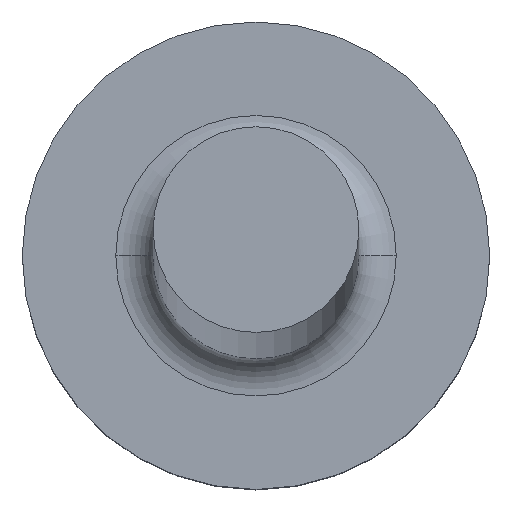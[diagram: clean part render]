
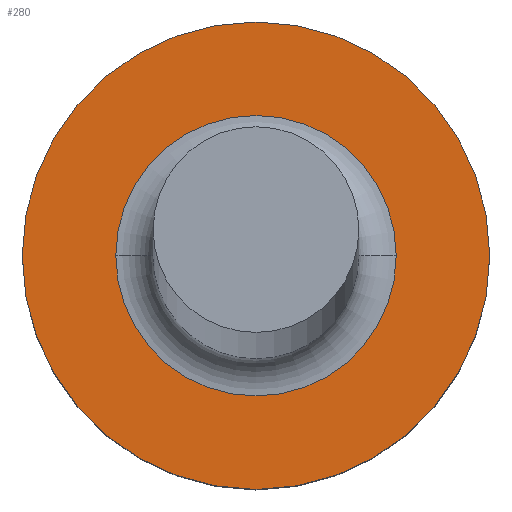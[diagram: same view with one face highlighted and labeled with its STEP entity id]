
A CAD part, top view. The second image highlights one B-rep face of the part: STEP entity #280.
In plain terms, the highlighted planar face has unit normal (0, 0, 1).
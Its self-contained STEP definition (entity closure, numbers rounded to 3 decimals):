
#8 = CARTESIAN_POINT ( 'NONE',  ( 0., 0., 1.7 ) ) ;
#19 = AXIS2_PLACEMENT_3D ( 'NONE', #8, #241, #294 ) ;
#25 = CIRCLE ( 'NONE', #302, 1.25 ) ;
#43 = ORIENTED_EDGE ( 'NONE', *, *, #136, .T. ) ;
#51 = FACE_BOUND ( 'NONE', #298, .T. ) ;
#54 = CARTESIAN_POINT ( 'NONE',  ( 0., 0., 1.7 ) ) ;
#57 = CARTESIAN_POINT ( 'NONE',  ( 0., 0., 1.7 ) ) ;
#58 = DIRECTION ( 'NONE',  ( 0., 0., -1. ) ) ;
#67 = DIRECTION ( 'NONE',  ( 1., 0., 0. ) ) ;
#75 = AXIS2_PLACEMENT_3D ( 'NONE', #81, #58, #67 ) ;
#81 = CARTESIAN_POINT ( 'NONE',  ( 0., 0., 1.7 ) ) ;
#82 = CARTESIAN_POINT ( 'NONE',  ( 1.25, 0., 1.7 ) ) ;
#88 = CIRCLE ( 'NONE', #19, 1.25 ) ;
#105 = VERTEX_POINT ( 'NONE', #271 ) ;
#108 = ORIENTED_EDGE ( 'NONE', *, *, #193, .T. ) ;
#117 = CARTESIAN_POINT ( 'NONE',  ( -0.75, 0., 1.7 ) ) ;
#126 = DIRECTION ( 'NONE',  ( 1., 0., 0. ) ) ;
#132 = ORIENTED_EDGE ( 'NONE', *, *, #160, .T. ) ;
#136 = EDGE_CURVE ( 'NONE', #223, #253, #221, .T. ) ;
#147 = CIRCLE ( 'NONE', #215, 0.75 ) ;
#153 = DIRECTION ( 'NONE',  ( 0., 0., 1. ) ) ;
#159 = VERTEX_POINT ( 'NONE', #82 ) ;
#160 = EDGE_CURVE ( 'NONE', #253, #223, #147, .T. ) ;
#175 = FACE_OUTER_BOUND ( 'NONE', #230, .T. ) ;
#179 = DIRECTION ( 'NONE',  ( 1., 0., 0. ) ) ;
#193 = EDGE_CURVE ( 'NONE', #159, #105, #88, .T. ) ;
#197 = EDGE_CURVE ( 'NONE', #105, #159, #25, .T. ) ;
#198 = AXIS2_PLACEMENT_3D ( 'NONE', #57, #270, #244 ) ;
#215 = AXIS2_PLACEMENT_3D ( 'NONE', #299, #226, #126 ) ;
#221 = CIRCLE ( 'NONE', #75, 0.75 ) ;
#223 = VERTEX_POINT ( 'NONE', #117 ) ;
#226 = DIRECTION ( 'NONE',  ( 0., 0., -1. ) ) ;
#230 = EDGE_LOOP ( 'NONE', ( #274, #108 ) ) ;
#241 = DIRECTION ( 'NONE',  ( 0., 0., 1. ) ) ;
#244 = DIRECTION ( 'NONE',  ( 1., 0., 0. ) ) ;
#253 = VERTEX_POINT ( 'NONE', #272 ) ;
#270 = DIRECTION ( 'NONE',  ( 0., 0., 1. ) ) ;
#271 = CARTESIAN_POINT ( 'NONE',  ( -1.25, 0., 1.7 ) ) ;
#272 = CARTESIAN_POINT ( 'NONE',  ( 0.75, 0., 1.7 ) ) ;
#274 = ORIENTED_EDGE ( 'NONE', *, *, #197, .T. ) ;
#280 = ADVANCED_FACE ( 'NONE', ( #51, #175 ), #296, .T. ) ;
#294 = DIRECTION ( 'NONE',  ( 1., 0., 0. ) ) ;
#296 = PLANE ( 'NONE',  #198 ) ;
#298 = EDGE_LOOP ( 'NONE', ( #132, #43 ) ) ;
#299 = CARTESIAN_POINT ( 'NONE',  ( 0., 0., 1.7 ) ) ;
#302 = AXIS2_PLACEMENT_3D ( 'NONE', #54, #153, #179 ) ;
